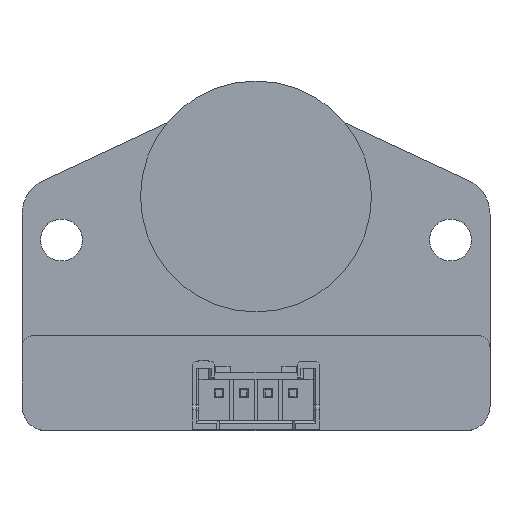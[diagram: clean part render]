
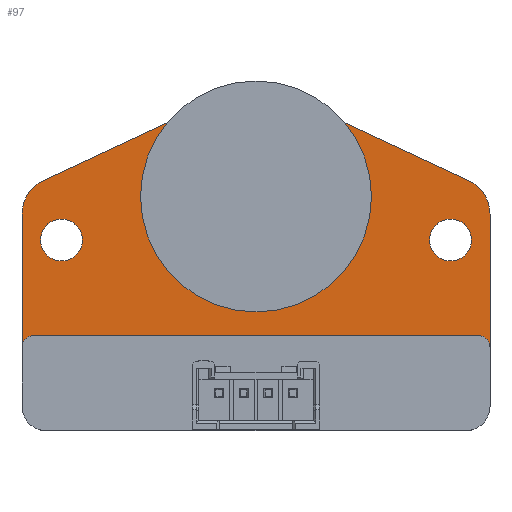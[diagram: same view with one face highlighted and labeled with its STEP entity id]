
A CAD part, top view. The second image highlights one B-rep face of the part: STEP entity #97.
In plain terms, the highlighted planar face has unit normal (0, 0, 1).
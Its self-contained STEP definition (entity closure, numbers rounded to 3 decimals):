
#57 = ORIENTED_EDGE ( 'NONE', *, *, #4289, .F. ) ;
#97 = ADVANCED_FACE ( 'NONE', ( #2971, #315, #5130 ), #347, .F. ) ;
#124 = CARTESIAN_POINT ( 'NONE',  ( -16.999, -16.998, 0. ) ) ;
#126 = DIRECTION ( 'NONE',  ( 1., 0., 0. ) ) ;
#146 = AXIS2_PLACEMENT_3D ( 'NONE', #4454, #3335, #6577 ) ;
#170 = CARTESIAN_POINT ( 'NONE',  ( 16., -1.393, 0. ) ) ;
#302 = LINE ( 'NONE', #4005, #4608 ) ;
#315 = FACE_BOUND ( 'NONE', #2494, .T. ) ;
#347 = PLANE ( 'NONE',  #1441 ) ;
#366 = DIRECTION ( 'NONE',  ( 1., 0., 0. ) ) ;
#372 = CIRCLE ( 'NONE', #3824, 2.002 ) ;
#396 = AXIS2_PLACEMENT_3D ( 'NONE', #1495, #5783, #1009 ) ;
#437 = CARTESIAN_POINT ( 'NONE',  ( 19., -1.393, 0. ) ) ;
#480 = ORIENTED_EDGE ( 'NONE', *, *, #1546, .F. ) ;
#554 = CARTESIAN_POINT ( 'NONE',  ( -0.152, 8.5, 0. ) ) ;
#557 = CARTESIAN_POINT ( 'NONE',  ( 0.158, 0.519, 0. ) ) ;
#564 = EDGE_CURVE ( 'NONE', #4559, #2696, #3826, .T. ) ;
#663 = CARTESIAN_POINT ( 'NONE',  ( -19., -1.393, 0. ) ) ;
#744 = CARTESIAN_POINT ( 'NONE',  ( -15.8, -3.5, 0. ) ) ;
#772 = CARTESIAN_POINT ( 'NONE',  ( -17.271, 1.325, 0. ) ) ;
#881 = LINE ( 'NONE', #2863, #1726 ) ;
#919 = CARTESIAN_POINT ( 'NONE',  ( 19., -1.393, 0. ) ) ;
#929 = DIRECTION ( 'NONE',  ( 0., 0., 1. ) ) ;
#993 = VERTEX_POINT ( 'NONE', #772 ) ;
#1009 = DIRECTION ( 'NONE',  ( 1., 0., 0. ) ) ;
#1021 = CARTESIAN_POINT ( 'NONE',  ( 17.271, 1.325, 0. ) ) ;
#1026 = CARTESIAN_POINT ( 'NONE',  ( 3.542, 7.747, 0. ) ) ;
#1066 = CIRCLE ( 'NONE', #4399, 1.7 ) ;
#1074 = VERTEX_POINT ( 'NONE', #3035 ) ;
#1095 = VERTEX_POINT ( 'NONE', #5644 ) ;
#1108 = CARTESIAN_POINT ( 'NONE',  ( -17.5, -3.5, 0. ) ) ;
#1130 = ORIENTED_EDGE ( 'NONE', *, *, #2758, .F. ) ;
#1134 = CARTESIAN_POINT ( 'NONE',  ( -3.542, 7.747, 0. ) ) ;
#1147 = CIRCLE ( 'NONE', #146, 3. ) ;
#1160 = DIRECTION ( 'NONE',  ( -0.424, 0.906, 0. ) ) ;
#1174 = CIRCLE ( 'NONE', #2846, 2.001 ) ;
#1214 = CARTESIAN_POINT ( 'NONE',  ( -0.152, 8.5, 0. ) ) ;
#1219 = VERTEX_POINT ( 'NONE', #1134 ) ;
#1366 = DIRECTION ( 'NONE',  ( 0., 0., 1. ) ) ;
#1423 = CARTESIAN_POINT ( 'NONE',  ( 15.8, -3.5, 0. ) ) ;
#1441 = AXIS2_PLACEMENT_3D ( 'NONE', #5310, #5790, #6248 ) ;
#1495 = CARTESIAN_POINT ( 'NONE',  ( -15.8, -3.5, 0. ) ) ;
#1501 = CIRCLE ( 'NONE', #4292, 1.7 ) ;
#1546 = EDGE_CURVE ( 'NONE', #6647, #6599, #1066, .T. ) ;
#1555 = EDGE_CURVE ( 'NONE', #2185, #3123, #3093, .T. ) ;
#1649 = CARTESIAN_POINT ( 'NONE',  ( 17.001, -19., 0. ) ) ;
#1676 = EDGE_CURVE ( 'NONE', #2023, #1074, #6778, .T. ) ;
#1726 = VECTOR ( 'NONE', #4991, 1000. ) ;
#1799 = EDGE_CURVE ( 'NONE', #1219, #4559, #3067, .T. ) ;
#1815 = AXIS2_PLACEMENT_3D ( 'NONE', #1423, #1973, #3095 ) ;
#1973 = DIRECTION ( 'NONE',  ( 0., 0., 1. ) ) ;
#2013 = DIRECTION ( 'NONE',  ( 1., -0.001, 0. ) ) ;
#2023 = VERTEX_POINT ( 'NONE', #919 ) ;
#2040 = CIRCLE ( 'NONE', #1815, 1.7 ) ;
#2111 = VERTEX_POINT ( 'NONE', #1021 ) ;
#2185 = VERTEX_POINT ( 'NONE', #1649 ) ;
#2293 = DIRECTION ( 'NONE',  ( -0.001, -1., 0. ) ) ;
#2351 = DIRECTION ( 'NONE',  ( 0., 0., -1. ) ) ;
#2367 = CIRCLE ( 'NONE', #3261, 7.981 ) ;
#2396 = CIRCLE ( 'NONE', #396, 1.7 ) ;
#2421 = DIRECTION ( 'NONE',  ( 1., 0., 0. ) ) ;
#2430 = CARTESIAN_POINT ( 'NONE',  ( 15.8, -3.5, 0. ) ) ;
#2479 = EDGE_CURVE ( 'NONE', #2696, #4038, #2367, .T. ) ;
#2494 = EDGE_LOOP ( 'NONE', ( #6235, #6753 ) ) ;
#2663 = EDGE_CURVE ( 'NONE', #6599, #6647, #2040, .T. ) ;
#2696 = VERTEX_POINT ( 'NONE', #5146 ) ;
#2702 = EDGE_LOOP ( 'NONE', ( #5004, #2904, #2807, #5105, #1130, #3375, #3795, #5810, #5751, #5151, #4202, #57 ) ) ;
#2758 = EDGE_CURVE ( 'NONE', #2111, #2023, #5718, .T. ) ;
#2807 = ORIENTED_EDGE ( 'NONE', *, *, #2967, .F. ) ;
#2815 = DIRECTION ( 'NONE',  ( 0., 0., -1. ) ) ;
#2833 = EDGE_CURVE ( 'NONE', #4444, #993, #1147, .T. ) ;
#2846 = AXIS2_PLACEMENT_3D ( 'NONE', #124, #3329, #2293 ) ;
#2863 = CARTESIAN_POINT ( 'NONE',  ( -19., -17., 0. ) ) ;
#2879 = CARTESIAN_POINT ( 'NONE',  ( -17.001, -18.999, 0. ) ) ;
#2904 = ORIENTED_EDGE ( 'NONE', *, *, #1555, .F. ) ;
#2967 = EDGE_CURVE ( 'NONE', #1074, #2185, #372, .T. ) ;
#2971 = FACE_OUTER_BOUND ( 'NONE', #2702, .T. ) ;
#3035 = CARTESIAN_POINT ( 'NONE',  ( 19., -17., 0. ) ) ;
#3063 = VERTEX_POINT ( 'NONE', #1108 ) ;
#3067 = CIRCLE ( 'NONE', #4704, 7.981 ) ;
#3091 = LINE ( 'NONE', #1026, #5287 ) ;
#3093 = LINE ( 'NONE', #5183, #5850 ) ;
#3095 = DIRECTION ( 'NONE',  ( 1., 0., 0. ) ) ;
#3123 = VERTEX_POINT ( 'NONE', #2879 ) ;
#3197 = DIRECTION ( 'NONE',  ( 0.906, 0.424, 0. ) ) ;
#3261 = AXIS2_PLACEMENT_3D ( 'NONE', #557, #2351, #4001 ) ;
#3292 = CARTESIAN_POINT ( 'NONE',  ( -19., -17., 0. ) ) ;
#3329 = DIRECTION ( 'NONE',  ( 0., 0., -1. ) ) ;
#3335 = DIRECTION ( 'NONE',  ( 0., 0., -1. ) ) ;
#3375 = ORIENTED_EDGE ( 'NONE', *, *, #5828, .F. ) ;
#3376 = CARTESIAN_POINT ( 'NONE',  ( 16.998, -16.998, 0. ) ) ;
#3646 = DIRECTION ( 'NONE',  ( 0., -1., 0. ) ) ;
#3795 = ORIENTED_EDGE ( 'NONE', *, *, #2479, .F. ) ;
#3824 = AXIS2_PLACEMENT_3D ( 'NONE', #3376, #5512, #2013 ) ;
#3826 = LINE ( 'NONE', #554, #4302 ) ;
#3917 = ORIENTED_EDGE ( 'NONE', *, *, #2663, .F. ) ;
#3975 = CARTESIAN_POINT ( 'NONE',  ( 17.5, -3.5, 0. ) ) ;
#4001 = DIRECTION ( 'NONE',  ( -0.001, 1., 0. ) ) ;
#4005 = CARTESIAN_POINT ( 'NONE',  ( -17.271, 1.325, 0. ) ) ;
#4038 = VERTEX_POINT ( 'NONE', #4887 ) ;
#4202 = ORIENTED_EDGE ( 'NONE', *, *, #2833, .F. ) ;
#4289 = EDGE_CURVE ( 'NONE', #5915, #4444, #881, .T. ) ;
#4292 = AXIS2_PLACEMENT_3D ( 'NONE', #744, #1366, #2421 ) ;
#4302 = VECTOR ( 'NONE', #126, 1000. ) ;
#4342 = DIRECTION ( 'NONE',  ( 0., 0., -1. ) ) ;
#4366 = CARTESIAN_POINT ( 'NONE',  ( 14.1, -3.5, 0. ) ) ;
#4399 = AXIS2_PLACEMENT_3D ( 'NONE', #2430, #929, #366 ) ;
#4444 = VERTEX_POINT ( 'NONE', #663 ) ;
#4454 = CARTESIAN_POINT ( 'NONE',  ( -16., -1.393, 0. ) ) ;
#4559 = VERTEX_POINT ( 'NONE', #1214 ) ;
#4608 = VECTOR ( 'NONE', #3197, 1000. ) ;
#4704 = AXIS2_PLACEMENT_3D ( 'NONE', #5933, #4342, #1160 ) ;
#4887 = CARTESIAN_POINT ( 'NONE',  ( 3.542, 7.747, 0. ) ) ;
#4991 = DIRECTION ( 'NONE',  ( 0., 1., 0. ) ) ;
#5004 = ORIENTED_EDGE ( 'NONE', *, *, #6871, .F. ) ;
#5105 = ORIENTED_EDGE ( 'NONE', *, *, #1676, .F. ) ;
#5130 = FACE_BOUND ( 'NONE', #5848, .T. ) ;
#5146 = CARTESIAN_POINT ( 'NONE',  ( 0.152, 8.5, 0. ) ) ;
#5151 = ORIENTED_EDGE ( 'NONE', *, *, #5349, .F. ) ;
#5183 = CARTESIAN_POINT ( 'NONE',  ( 17.001, -19., 0. ) ) ;
#5214 = DIRECTION ( 'NONE',  ( 0.906, -0.424, 0. ) ) ;
#5217 = DIRECTION ( 'NONE',  ( -1., 0., 0. ) ) ;
#5287 = VECTOR ( 'NONE', #5214, 1000. ) ;
#5310 = CARTESIAN_POINT ( 'NONE',  ( 0., -7.322, 0. ) ) ;
#5349 = EDGE_CURVE ( 'NONE', #993, #1219, #302, .T. ) ;
#5512 = DIRECTION ( 'NONE',  ( 0., 0., -1. ) ) ;
#5644 = CARTESIAN_POINT ( 'NONE',  ( -14.1, -3.5, 0. ) ) ;
#5718 = CIRCLE ( 'NONE', #6601, 3. ) ;
#5751 = ORIENTED_EDGE ( 'NONE', *, *, #1799, .F. ) ;
#5783 = DIRECTION ( 'NONE',  ( 0., 0., 1. ) ) ;
#5790 = DIRECTION ( 'NONE',  ( 0., 0., -1. ) ) ;
#5810 = ORIENTED_EDGE ( 'NONE', *, *, #564, .F. ) ;
#5828 = EDGE_CURVE ( 'NONE', #4038, #2111, #3091, .T. ) ;
#5848 = EDGE_LOOP ( 'NONE', ( #480, #3917 ) ) ;
#5850 = VECTOR ( 'NONE', #5217, 1000. ) ;
#5915 = VERTEX_POINT ( 'NONE', #3292 ) ;
#5933 = CARTESIAN_POINT ( 'NONE',  ( -0.158, 0.519, 0. ) ) ;
#5956 = VECTOR ( 'NONE', #3646, 1000. ) ;
#6062 = EDGE_CURVE ( 'NONE', #1095, #3063, #1501, .T. ) ;
#6235 = ORIENTED_EDGE ( 'NONE', *, *, #6062, .F. ) ;
#6248 = DIRECTION ( 'NONE',  ( -1., 0., 0. ) ) ;
#6577 = DIRECTION ( 'NONE',  ( -1., 0., 0. ) ) ;
#6599 = VERTEX_POINT ( 'NONE', #4366 ) ;
#6601 = AXIS2_PLACEMENT_3D ( 'NONE', #170, #2815, #6648 ) ;
#6647 = VERTEX_POINT ( 'NONE', #3975 ) ;
#6648 = DIRECTION ( 'NONE',  ( 0.424, 0.906, 0. ) ) ;
#6722 = EDGE_CURVE ( 'NONE', #3063, #1095, #2396, .T. ) ;
#6753 = ORIENTED_EDGE ( 'NONE', *, *, #6722, .F. ) ;
#6778 = LINE ( 'NONE', #437, #5956 ) ;
#6871 = EDGE_CURVE ( 'NONE', #3123, #5915, #1174, .T. ) ;
